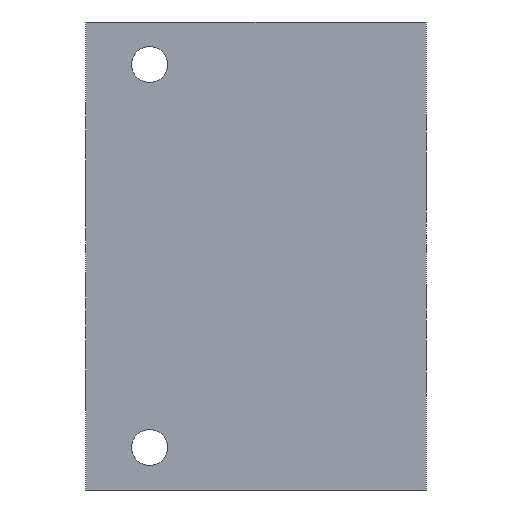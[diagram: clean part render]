
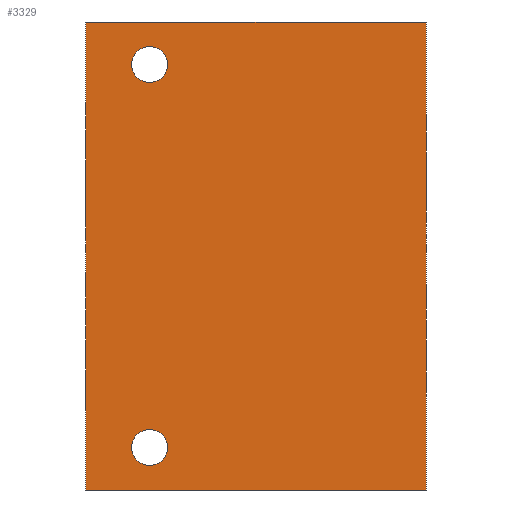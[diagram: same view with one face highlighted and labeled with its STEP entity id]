
A CAD part, left-side view. The second image highlights one B-rep face of the part: STEP entity #3329.
In plain terms, the highlighted planar face has unit normal (-1, 0, 0).
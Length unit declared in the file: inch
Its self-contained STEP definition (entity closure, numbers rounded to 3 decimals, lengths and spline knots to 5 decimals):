
#1=DIRECTION('',(0.,-1.,0.));
#2=VECTOR('',#1,4.);
#3=CARTESIAN_POINT('',(0.,0.,0.));
#4=LINE('',#3,#2);
#37=DIRECTION('',(0.,0.,1.));
#38=VECTOR('',#37,5.5);
#39=CARTESIAN_POINT('',(0.,0.,0.));
#40=LINE('',#39,#38);
#41=CARTESIAN_POINT('',(0.,-0.75,5.));
#42=DIRECTION('',(1.,0.,0.));
#43=DIRECTION('',(0.,0.,-1.));
#44=AXIS2_PLACEMENT_3D('',#41,#42,#43);
#46=CARTESIAN_POINT('',(0.,-0.75,5.));
#47=DIRECTION('',(1.,0.,0.));
#48=DIRECTION('',(0.,0.,1.));
#49=AXIS2_PLACEMENT_3D('',#46,#47,#48);
#51=CARTESIAN_POINT('',(0.,-0.75,0.5));
#52=DIRECTION('',(1.,0.,0.));
#53=DIRECTION('',(0.,0.,-1.));
#54=AXIS2_PLACEMENT_3D('',#51,#52,#53);
#56=CARTESIAN_POINT('',(0.,-0.75,0.5));
#57=DIRECTION('',(1.,0.,0.));
#58=DIRECTION('',(0.,0.,1.));
#59=AXIS2_PLACEMENT_3D('',#56,#57,#58);
#119=DIRECTION('',(0.,0.,1.));
#120=VECTOR('',#119,5.5);
#121=CARTESIAN_POINT('',(0.,-4.,0.));
#122=LINE('',#121,#120);
#143=DIRECTION('',(0.,-1.,0.));
#144=VECTOR('',#143,4.);
#145=CARTESIAN_POINT('',(0.,0.,5.5));
#146=LINE('',#145,#144);
#2827=CARTESIAN_POINT('',(0.,0.,0.));
#2828=CARTESIAN_POINT('',(0.,-4.,0.));
#2829=VERTEX_POINT('',#2827);
#2830=VERTEX_POINT('',#2828);
#2835=CARTESIAN_POINT('',(0.,0.,5.5));
#2836=CARTESIAN_POINT('',(0.,-4.,5.5));
#2837=VERTEX_POINT('',#2835);
#2838=VERTEX_POINT('',#2836);
#3161=CARTESIAN_POINT('',(0.,-0.75,4.789));
#3162=CARTESIAN_POINT('',(0.,-0.75,5.211));
#3163=VERTEX_POINT('',#3161);
#3164=VERTEX_POINT('',#3162);
#3173=CARTESIAN_POINT('',(0.,-0.75,0.289));
#3174=CARTESIAN_POINT('',(0.,-0.75,0.711));
#3175=VERTEX_POINT('',#3173);
#3176=VERTEX_POINT('',#3174);
#3303=CARTESIAN_POINT('',(0.,0.,0.));
#3304=DIRECTION('',(-1.,0.,0.));
#3305=DIRECTION('',(0.,-1.,0.));
#3306=AXIS2_PLACEMENT_3D('',#3303,#3304,#3305);
#3307=PLANE('',#3306);
#3308=ORIENTED_EDGE('',*,*,#3280,.F.);
#3310=ORIENTED_EDGE('',*,*,#3309,.T.);
#3312=ORIENTED_EDGE('',*,*,#3311,.T.);
#3314=ORIENTED_EDGE('',*,*,#3313,.F.);
#3315=EDGE_LOOP('',(#3308,#3310,#3312,#3314));
#3316=FACE_OUTER_BOUND('',#3315,.F.);
#3318=ORIENTED_EDGE('',*,*,#3317,.F.);
#3320=ORIENTED_EDGE('',*,*,#3319,.F.);
#3321=EDGE_LOOP('',(#3318,#3320));
#3322=FACE_BOUND('',#3321,.F.);
#3324=ORIENTED_EDGE('',*,*,#3323,.F.);
#3326=ORIENTED_EDGE('',*,*,#3325,.F.);
#3327=EDGE_LOOP('',(#3324,#3326));
#3328=FACE_BOUND('',#3327,.F.);
#3329=ADVANCED_FACE('',(#3316,#3322,#3328),#3307,.T.);
#45=CIRCLE('',#44,0.211);
#50=CIRCLE('',#49,0.211);
#55=CIRCLE('',#54,0.211);
#60=CIRCLE('',#59,0.211);
#3280=EDGE_CURVE('',#2829,#2830,#4,.T.);
#3309=EDGE_CURVE('',#2829,#2837,#40,.T.);
#3311=EDGE_CURVE('',#2837,#2838,#146,.T.);
#3313=EDGE_CURVE('',#2830,#2838,#122,.T.);
#3317=EDGE_CURVE('',#3163,#3164,#45,.T.);
#3319=EDGE_CURVE('',#3164,#3163,#50,.T.);
#3323=EDGE_CURVE('',#3175,#3176,#55,.T.);
#3325=EDGE_CURVE('',#3176,#3175,#60,.T.);
